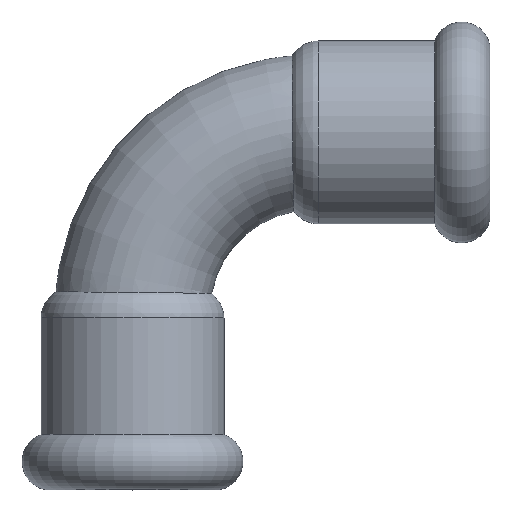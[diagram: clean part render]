
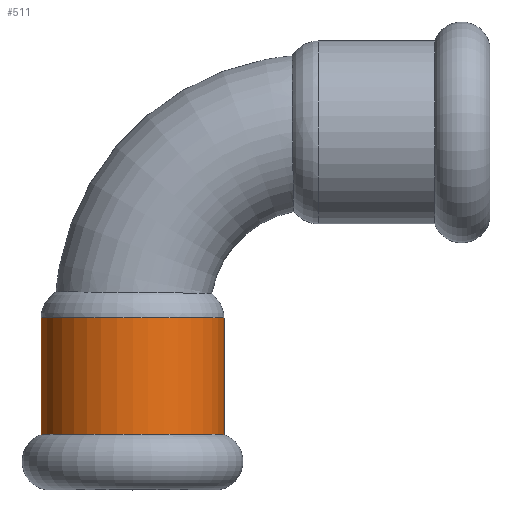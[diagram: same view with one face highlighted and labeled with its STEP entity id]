
A CAD part, top view. The second image highlights one B-rep face of the part: STEP entity #511.
In plain terms, the highlighted cylindrical face has radius 10.65 mm (diameter 21.3 mm), a full revolution.
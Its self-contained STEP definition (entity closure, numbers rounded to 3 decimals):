
#34=LINE('',#1025,#44);
#44=VECTOR('',#760,10.65);
#54=CYLINDRICAL_SURFACE('',#603,10.65);
#69=FACE_OUTER_BOUND('',#91,.T.);
#91=EDGE_LOOP('',(#409,#410,#411,#412,#413,#414,#415,#416));
#103=CIRCLE('',#544,10.65);
#104=CIRCLE('',#545,10.65);
#105=CIRCLE('',#546,10.65);
#139=CIRCLE('',#588,10.65);
#141=CIRCLE('',#590,10.65);
#142=CIRCLE('',#591,10.65);
#167=VERTEX_POINT('',#816);
#168=VERTEX_POINT('',#818);
#169=VERTEX_POINT('',#820);
#199=VERTEX_POINT('',#897);
#200=VERTEX_POINT('',#898);
#204=VERTEX_POINT('',#952);
#231=EDGE_CURVE('',#168,#167,#103,.T.);
#232=EDGE_CURVE('',#169,#168,#104,.T.);
#233=EDGE_CURVE('',#167,#169,#105,.T.);
#271=EDGE_CURVE('',#199,#200,#139,.T.);
#276=EDGE_CURVE('',#200,#204,#141,.T.);
#277=EDGE_CURVE('',#204,#199,#142,.T.);
#290=EDGE_CURVE('',#169,#204,#34,.T.);
#409=ORIENTED_EDGE('',*,*,#231,.T.);
#410=ORIENTED_EDGE('',*,*,#233,.T.);
#411=ORIENTED_EDGE('',*,*,#290,.T.);
#412=ORIENTED_EDGE('',*,*,#276,.F.);
#413=ORIENTED_EDGE('',*,*,#271,.F.);
#414=ORIENTED_EDGE('',*,*,#277,.F.);
#415=ORIENTED_EDGE('',*,*,#290,.F.);
#416=ORIENTED_EDGE('',*,*,#232,.T.);
#511=ADVANCED_FACE('',(#69),#54,.T.);
#544=AXIS2_PLACEMENT_3D('',#819,#635,#636);
#545=AXIS2_PLACEMENT_3D('',#821,#637,#638);
#546=AXIS2_PLACEMENT_3D('',#822,#639,#640);
#588=AXIS2_PLACEMENT_3D('',#899,#727,#728);
#590=AXIS2_PLACEMENT_3D('',#953,#731,#732);
#591=AXIS2_PLACEMENT_3D('',#954,#733,#734);
#603=AXIS2_PLACEMENT_3D('',#1024,#758,#759);
#635=DIRECTION('center_axis',(0.,1.,0.));
#636=DIRECTION('ref_axis',(-1.,0.,0.));
#637=DIRECTION('center_axis',(0.,1.,0.));
#638=DIRECTION('ref_axis',(-1.,0.,0.));
#639=DIRECTION('center_axis',(0.,1.,0.));
#640=DIRECTION('ref_axis',(-1.,0.,0.));
#727=DIRECTION('center_axis',(0.,1.,0.));
#728=DIRECTION('ref_axis',(-1.,0.,0.));
#731=DIRECTION('center_axis',(0.,1.,0.));
#732=DIRECTION('ref_axis',(-1.,0.,0.));
#733=DIRECTION('center_axis',(0.,1.,0.));
#734=DIRECTION('ref_axis',(-1.,0.,0.));
#758=DIRECTION('center_axis',(0.,1.,0.));
#759=DIRECTION('ref_axis',(-1.,0.,0.));
#760=DIRECTION('',(0.,1.,0.));
#816=CARTESIAN_POINT('',(-41.6,-35.163,10.65));
#818=CARTESIAN_POINT('',(-52.25,-35.163,0.));
#819=CARTESIAN_POINT('Origin',(-41.6,-35.163,0.));
#820=CARTESIAN_POINT('',(-30.95,-35.163,0.));
#821=CARTESIAN_POINT('Origin',(-41.6,-35.163,0.));
#822=CARTESIAN_POINT('Origin',(-41.6,-35.163,0.));
#897=CARTESIAN_POINT('',(-52.25,-21.6,0.));
#898=CARTESIAN_POINT('',(-41.6,-21.6,10.65));
#899=CARTESIAN_POINT('Origin',(-41.6,-21.6,0.));
#952=CARTESIAN_POINT('',(-30.95,-21.6,0.));
#953=CARTESIAN_POINT('Origin',(-41.6,-21.6,0.));
#954=CARTESIAN_POINT('Origin',(-41.6,-21.6,0.));
#1024=CARTESIAN_POINT('Origin',(-41.6,-28.381,0.));
#1025=CARTESIAN_POINT('',(-30.95,-28.381,0.));
